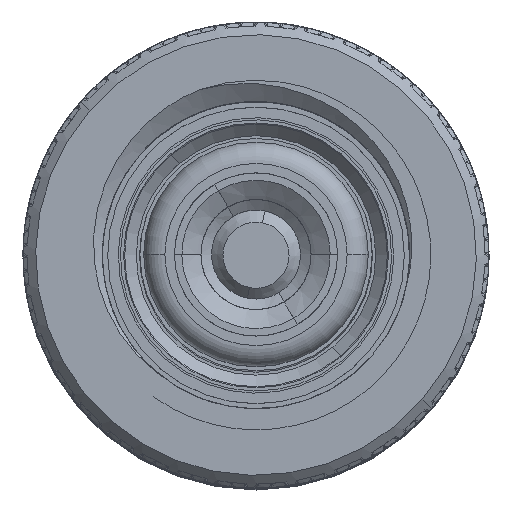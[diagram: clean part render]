
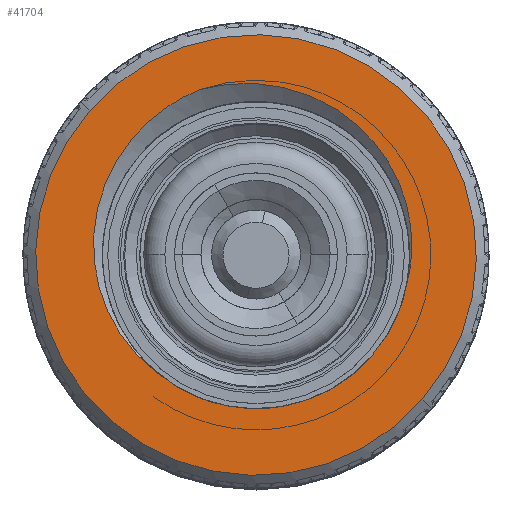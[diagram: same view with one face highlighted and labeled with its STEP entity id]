
A CAD part, top view. The second image highlights one B-rep face of the part: STEP entity #41704.
In plain terms, the highlighted face is planar.
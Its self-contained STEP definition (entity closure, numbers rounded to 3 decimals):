
#1679 = CARTESIAN_POINT ( 'NONE',  ( -8.011, 2.062, -3.572 ) ) ;
#2932 = VERTEX_POINT ( 'NONE', #67726 ) ;
#3719 = CARTESIAN_POINT ( 'NONE',  ( -8.011, 2.901, 2.342 ) ) ;
#5238 = CARTESIAN_POINT ( 'NONE',  ( -8.011, 0., 0. ) ) ;
#8411 = CARTESIAN_POINT ( 'NONE',  ( -8.011, 2.605, -3.166 ) ) ;
#8921 = CIRCLE ( 'NONE', #24538, 5.2 ) ;
#9150 = CARTESIAN_POINT ( 'NONE',  ( -8.011, -3.625, 0. ) ) ;
#9677 = CARTESIAN_POINT ( 'NONE',  ( -8.011, 2.401, 2.795 ) ) ;
#10301 = ORIENTED_EDGE ( 'NONE', *, *, #29712, .T. ) ;
#10555 = EDGE_LOOP ( 'NONE', ( #56881, #47265 ) ) ;
#11378 = CARTESIAN_POINT ( 'NONE',  ( -8.011, 3.672, 1.029 ) ) ;
#12372 = CARTESIAN_POINT ( 'NONE',  ( -8.011, 2.12, 2.988 ) ) ;
#13382 = AXIS2_PLACEMENT_3D ( 'NONE', #17080, #24726, #77876 ) ;
#15733 = CARTESIAN_POINT ( 'NONE',  ( -8.011, 2.947, -2.791 ) ) ;
#16058 = CARTESIAN_POINT ( 'NONE',  ( -8.011, 3.055, -2.658 ) ) ;
#16152 = CARTESIAN_POINT ( 'NONE',  ( -8.011, 0.264, -4.01 ) ) ;
#17080 = CARTESIAN_POINT ( 'NONE',  ( -8.011, 0., 0. ) ) ;
#18156 = AXIS2_PLACEMENT_3D ( 'NONE', #88158, #42574, #50186 ) ;
#19020 = CARTESIAN_POINT ( 'NONE',  ( -8.011, 3.123, 2.076 ) ) ;
#19670 = CARTESIAN_POINT ( 'NONE',  ( -8.011, 3.738, -1.303 ) ) ;
#19931 = ORIENTED_EDGE ( 'NONE', *, *, #83317, .T. ) ;
#23669 = CARTESIAN_POINT ( 'NONE',  ( -8.011, 3.34, -2.237 ) ) ;
#23775 = CARTESIAN_POINT ( 'NONE',  ( -8.011, -3.282, -1.812 ) ) ;
#24105 = CARTESIAN_POINT ( 'NONE',  ( -8.011, -2.374, -3.024 ) ) ;
#24222 = EDGE_CURVE ( 'NONE', #49419, #2932, #63331, .T. ) ;
#24538 = AXIS2_PLACEMENT_3D ( 'NONE', #5238, #51357, #73684 ) ;
#24726 = DIRECTION ( 'NONE',  ( -1., 0., 0. ) ) ;
#26653 = CARTESIAN_POINT ( 'NONE',  ( -8.011, 3.472, 1.499 ) ) ;
#28430 = CARTESIAN_POINT ( 'NONE',  ( -8.011, 0., -5.2 ) ) ;
#29712 = EDGE_CURVE ( 'NONE', #41186, #53821, #45847, .T. ) ;
#30335 = EDGE_CURVE ( 'NONE', #37943, #76182, #8921, .T. ) ;
#31769 = CARTESIAN_POINT ( 'NONE',  ( -8.011, -3.514, -1.175 ) ) ;
#32722 = CARTESIAN_POINT ( 'NONE',  ( -8.011, -3.467, -1.34 ) ) ;
#33423 = AXIS2_PLACEMENT_3D ( 'NONE', #52226, #90177, #75193 ) ;
#34625 = DIRECTION ( 'NONE',  ( 0., 0., 1. ) ) ;
#34993 = PLANE ( 'NONE',  #18156 ) ;
#37943 = VERTEX_POINT ( 'NONE', #69172 ) ;
#40329 = CARTESIAN_POINT ( 'NONE',  ( -8.011, -2.844, -2.54 ) ) ;
#41186 = VERTEX_POINT ( 'NONE', #95265 ) ;
#41551 = CARTESIAN_POINT ( 'NONE',  ( -8.011, 0., 0. ) ) ;
#41629 = CARTESIAN_POINT ( 'NONE',  ( -8.011, 1.757, -3.726 ) ) ;
#41704 = ADVANCED_FACE ( 'NONE', ( #82785, #89916 ), #34993, .T. ) ;
#42574 = DIRECTION ( 'NONE',  ( -1., 0., 0. ) ) ;
#42939 = CIRCLE ( 'NONE', #84274, 3.625 ) ;
#45847 = CIRCLE ( 'NONE', #33423, 3.625 ) ;
#46313 = CARTESIAN_POINT ( 'NONE',  ( -8.011, -2.111, -3.238 ) ) ;
#46624 = CARTESIAN_POINT ( 'NONE',  ( -8.011, -3.647, -0.341 ) ) ;
#46944 = CARTESIAN_POINT ( 'NONE',  ( -8.011, -3.622, -0.677 ) ) ;
#47265 = ORIENTED_EDGE ( 'NONE', *, *, #30335, .T. ) ;
#47896 = CARTESIAN_POINT ( 'NONE',  ( -8.011, 0.939, -3.949 ) ) ;
#48723 = EDGE_LOOP ( 'NONE', ( #58666, #10301, #19931, #93775 ) ) ;
#48905 = CARTESIAN_POINT ( 'NONE',  ( -8.011, 0.772, -3.975 ) ) ;
#49419 = VERTEX_POINT ( 'NONE', #90796 ) ;
#49837 = CARTESIAN_POINT ( 'NONE',  ( -8.011, 3.392, 1.648 ) ) ;
#50158 = CARTESIAN_POINT ( 'NONE',  ( -8.011, 3.871, 0.209 ) ) ;
#50186 = DIRECTION ( 'NONE',  ( 0., 0., 1. ) ) ;
#51357 = DIRECTION ( 'NONE',  ( -1., 0., 0. ) ) ;
#52226 = CARTESIAN_POINT ( 'NONE',  ( -8.011, 0., 0. ) ) ;
#53821 = VERTEX_POINT ( 'NONE', #84935 ) ;
#53970 = CARTESIAN_POINT ( 'NONE',  ( -8.011, -1.229, -3.742 ) ) ;
#54295 = CARTESIAN_POINT ( 'NONE',  ( -8.011, -3.046, -2.26 ) ) ;
#55530 = B_SPLINE_CURVE_WITH_KNOTS ( 'NONE', 3,
 ( #9150, #46624, #46944, #31769, #32722, #85883, #23775, #54295, #40329, #69926, #24105, #46313, #84902, #62321, #53970, #61692, #77270, #16152, #79575, #48905, #47896, #63630, #41629, #64298 ),
 .UNSPECIFIED., .F., .F.,
 ( 4, 2, 2, 2, 2, 2, 2, 2, 2, 2, 2, 4 ),
 ( 0., 0.001, 0.002, 0.002, 0.003, 0.004, 0.004, 0.005, 0.006, 0.007, 0.007, 0.008 ),
 .UNSPECIFIED. ) ;
#56881 = ORIENTED_EDGE ( 'NONE', *, *, #62574, .T. ) ;
#57867 = CARTESIAN_POINT ( 'NONE',  ( -8.011, 3.612, 1.19 ) ) ;
#58666 = ORIENTED_EDGE ( 'NONE', *, *, #84305, .T. ) ;
#61692 = CARTESIAN_POINT ( 'NONE',  ( -8.011, -0.577, -3.937 ) ) ;
#62321 = CARTESIAN_POINT ( 'NONE',  ( -8.011, -1.539, -3.603 ) ) ;
#62574 = EDGE_CURVE ( 'NONE', #76182, #37943, #82116, .T. ) ;
#63331 = B_SPLINE_CURVE_WITH_KNOTS ( 'NONE', 3,
 ( #1679, #84167, #8411, #15733, #16058, #69214, #23669, #84490, #95115, #88127, #19670, #72151, #94778, #50158, #72824, #11378, #57867, #26653, #49837, #19020, #3719, #9677, #12372, #79846 ),
 .UNSPECIFIED., .F., .F.,
 ( 4, 2, 2, 2, 2, 2, 2, 2, 2, 2, 2, 4 ),
 ( 0., 0.001, 0.002, 0.002, 0.003, 0.003, 0.004, 0.005, 0.006, 0.006, 0.007, 0.008 ),
 .UNSPECIFIED. ) ;
#63630 = CARTESIAN_POINT ( 'NONE',  ( -8.011, 1.433, -3.84 ) ) ;
#64298 = CARTESIAN_POINT ( 'NONE',  ( -8.011, 2.062, -3.572 ) ) ;
#67726 = CARTESIAN_POINT ( 'NONE',  ( -8.011, 1.812, 3.139 ) ) ;
#69172 = CARTESIAN_POINT ( 'NONE',  ( -8.011, 0., 5.2 ) ) ;
#69214 = CARTESIAN_POINT ( 'NONE',  ( -8.011, 3.251, -2.38 ) ) ;
#69926 = CARTESIAN_POINT ( 'NONE',  ( -8.011, -2.498, -2.909 ) ) ;
#72151 = CARTESIAN_POINT ( 'NONE',  ( -8.011, 3.855, -0.81 ) ) ;
#72824 = CARTESIAN_POINT ( 'NONE',  ( -8.011, 3.818, 0.542 ) ) ;
#73684 = DIRECTION ( 'NONE',  ( 0., 0., -1. ) ) ;
#75193 = DIRECTION ( 'NONE',  ( 0., 0., 1. ) ) ;
#76182 = VERTEX_POINT ( 'NONE', #28430 ) ;
#77270 = CARTESIAN_POINT ( 'NONE',  ( -8.011, -0.244, -3.992 ) ) ;
#77876 = DIRECTION ( 'NONE',  ( 0., 0., -1. ) ) ;
#79575 = CARTESIAN_POINT ( 'NONE',  ( -8.011, 0.435, -4.005 ) ) ;
#79846 = CARTESIAN_POINT ( 'NONE',  ( -8.011, 1.812, 3.139 ) ) ;
#82116 = CIRCLE ( 'NONE', #13382, 5.2 ) ;
#82785 = FACE_BOUND ( 'NONE', #48723, .T. ) ;
#83317 = EDGE_CURVE ( 'NONE', #53821, #49419, #55530, .T. ) ;
#84167 = CARTESIAN_POINT ( 'NONE',  ( -8.011, 2.348, -3.385 ) ) ;
#84274 = AXIS2_PLACEMENT_3D ( 'NONE', #41551, #87134, #34625 ) ;
#84305 = EDGE_CURVE ( 'NONE', #2932, #41186, #42939, .T. ) ;
#84490 = CARTESIAN_POINT ( 'NONE',  ( -8.011, 3.498, -1.939 ) ) ;
#84902 = CARTESIAN_POINT ( 'NONE',  ( -8.011, -1.971, -3.338 ) ) ;
#84935 = CARTESIAN_POINT ( 'NONE',  ( -8.011, -3.625, 0. ) ) ;
#85883 = CARTESIAN_POINT ( 'NONE',  ( -8.011, -3.35, -1.658 ) ) ;
#87134 = DIRECTION ( 'NONE',  ( 1., 0., 0. ) ) ;
#88127 = CARTESIAN_POINT ( 'NONE',  ( -8.011, 3.688, -1.467 ) ) ;
#88158 = CARTESIAN_POINT ( 'NONE',  ( -8.011, 0., 0. ) ) ;
#89916 = FACE_OUTER_BOUND ( 'NONE', #10555, .T. ) ;
#90177 = DIRECTION ( 'NONE',  ( 1., 0., 0. ) ) ;
#90796 = CARTESIAN_POINT ( 'NONE',  ( -8.011, 2.062, -3.572 ) ) ;
#93775 = ORIENTED_EDGE ( 'NONE', *, *, #24222, .T. ) ;
#94778 = CARTESIAN_POINT ( 'NONE',  ( -8.011, 3.89, -0.474 ) ) ;
#95115 = CARTESIAN_POINT ( 'NONE',  ( -8.011, 3.568, -1.785 ) ) ;
#95265 = CARTESIAN_POINT ( 'NONE',  ( -8.011, 0., 3.625 ) ) ;
